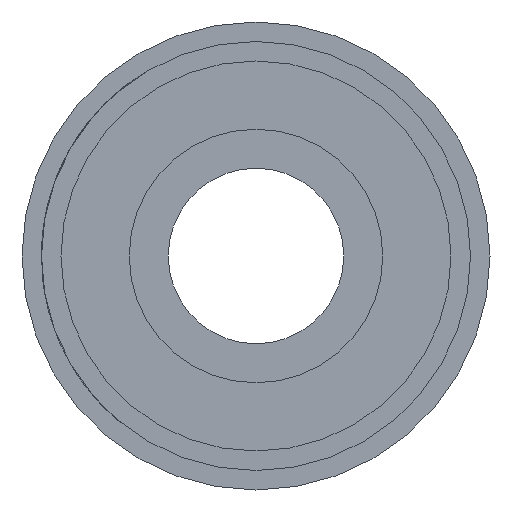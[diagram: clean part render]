
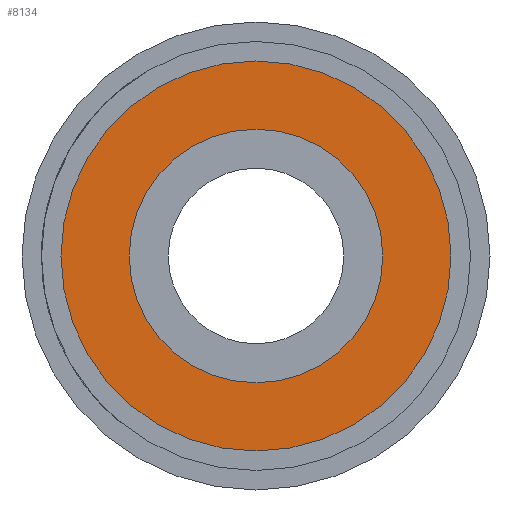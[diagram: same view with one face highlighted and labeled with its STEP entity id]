
A CAD part, left-side view. The second image highlights one B-rep face of the part: STEP entity #8134.
In plain terms, the highlighted planar face has unit normal (-1, 0, 0).
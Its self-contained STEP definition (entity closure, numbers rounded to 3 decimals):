
#71 = CIRCLE ( 'NONE', #2695, 6.5 ) ;
#265 = CIRCLE ( 'NONE', #5364, 10. ) ;
#395 = EDGE_LOOP ( 'NONE', ( #5045, #5636 ) ) ;
#576 = DIRECTION ( 'NONE',  ( 0., 0., 1. ) ) ;
#682 = DIRECTION ( 'NONE',  ( -1., 0., 0. ) ) ;
#1435 = AXIS2_PLACEMENT_3D ( 'NONE', #5519, #8279, #4153 ) ;
#1648 = CARTESIAN_POINT ( 'NONE',  ( 0., 0., -6.5 ) ) ;
#1739 = CARTESIAN_POINT ( 'NONE',  ( 0., 0., 0. ) ) ;
#1825 = DIRECTION ( 'NONE',  ( 0., 0., 1. ) ) ;
#1830 = CIRCLE ( 'NONE', #3001, 6.5 ) ;
#1963 = CARTESIAN_POINT ( 'NONE',  ( 0., 0., 0. ) ) ;
#2115 = AXIS2_PLACEMENT_3D ( 'NONE', #2939, #5123, #6490 ) ;
#2177 = EDGE_CURVE ( 'NONE', #4374, #3820, #71, .T. ) ;
#2630 = EDGE_CURVE ( 'NONE', #3843, #7360, #3720, .T. ) ;
#2695 = AXIS2_PLACEMENT_3D ( 'NONE', #1963, #682, #3469 ) ;
#2742 = FACE_OUTER_BOUND ( 'NONE', #395, .T. ) ;
#2939 = CARTESIAN_POINT ( 'NONE',  ( 0., 0., 0. ) ) ;
#3001 = AXIS2_PLACEMENT_3D ( 'NONE', #7492, #8258, #576 ) ;
#3469 = DIRECTION ( 'NONE',  ( 0., 0., 1. ) ) ;
#3720 = CIRCLE ( 'NONE', #2115, 10. ) ;
#3820 = VERTEX_POINT ( 'NONE', #4772 ) ;
#3839 = DIRECTION ( 'NONE',  ( -1., 0., 0. ) ) ;
#3843 = VERTEX_POINT ( 'NONE', #5319 ) ;
#3908 = ORIENTED_EDGE ( 'NONE', *, *, #4680, .F. ) ;
#4153 = DIRECTION ( 'NONE',  ( 0., 0., -1. ) ) ;
#4374 = VERTEX_POINT ( 'NONE', #1648 ) ;
#4680 = EDGE_CURVE ( 'NONE', #3820, #4374, #1830, .T. ) ;
#4772 = CARTESIAN_POINT ( 'NONE',  ( 0., 0., 6.5 ) ) ;
#4897 = ORIENTED_EDGE ( 'NONE', *, *, #2177, .F. ) ;
#5045 = ORIENTED_EDGE ( 'NONE', *, *, #8514, .T. ) ;
#5123 = DIRECTION ( 'NONE',  ( -1., 0., 0. ) ) ;
#5319 = CARTESIAN_POINT ( 'NONE',  ( 0., 0., -10. ) ) ;
#5364 = AXIS2_PLACEMENT_3D ( 'NONE', #1739, #3839, #1825 ) ;
#5445 = EDGE_LOOP ( 'NONE', ( #3908, #4897 ) ) ;
#5519 = CARTESIAN_POINT ( 'NONE',  ( 0., 0., 0. ) ) ;
#5636 = ORIENTED_EDGE ( 'NONE', *, *, #2630, .T. ) ;
#6490 = DIRECTION ( 'NONE',  ( 0., 0., 1. ) ) ;
#6970 = PLANE ( 'NONE',  #1435 ) ;
#7360 = VERTEX_POINT ( 'NONE', #8888 ) ;
#7492 = CARTESIAN_POINT ( 'NONE',  ( 0., 0., 0. ) ) ;
#7516 = FACE_BOUND ( 'NONE', #5445, .T. ) ;
#8134 = ADVANCED_FACE ( 'NONE', ( #7516, #2742 ), #6970, .F. ) ;
#8258 = DIRECTION ( 'NONE',  ( -1., 0., 0. ) ) ;
#8279 = DIRECTION ( 'NONE',  ( 1., 0., 0. ) ) ;
#8514 = EDGE_CURVE ( 'NONE', #7360, #3843, #265, .T. ) ;
#8888 = CARTESIAN_POINT ( 'NONE',  ( 0., 0., 10. ) ) ;
